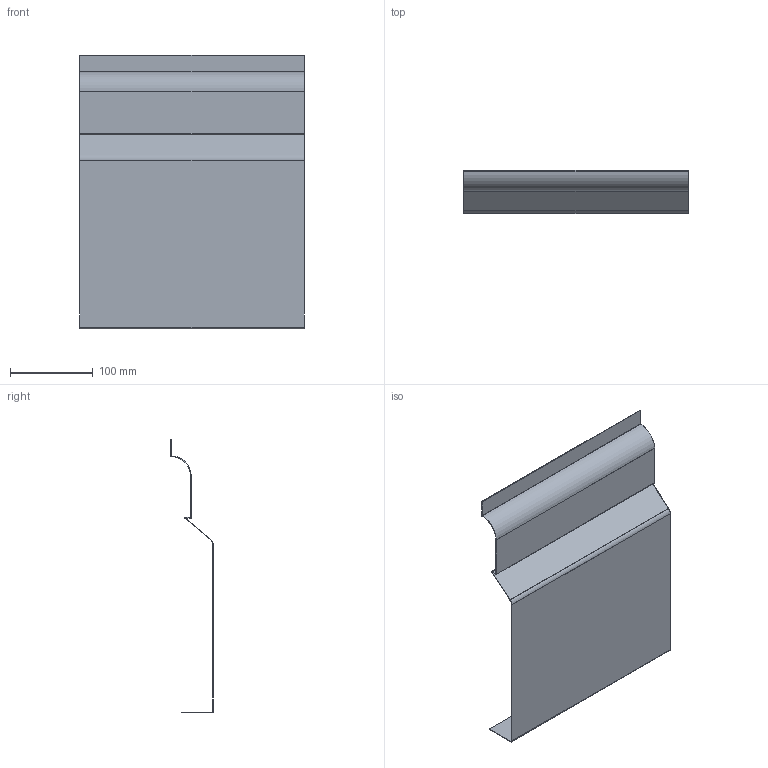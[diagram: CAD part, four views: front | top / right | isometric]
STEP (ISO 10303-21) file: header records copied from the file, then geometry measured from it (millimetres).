
FILE_DESCRIPTION(('produced by SPATIAL CORP'),'2;1');
FILE_NAME( 'part_8.prt.hh.sat.stp','2002-04-19T13:20:35+00:00',('SPATIAL CORP'),('SPATIAL CORP'), 'ACIS STEP Husk','http://www.spatial.com','SPATIAL CORP');
FILE_SCHEMA(('CONFIG_CONTROL_DESIGN'));
Length unit declared in the file: millimetre
Products named in the file (1): PRODUCT_ID_1
Bounding box: 270.86 x 51.56 x 330.96 mm (x, y, z)
Volume: 83525.3 mm3; surface area: 220256 mm2
Topology: 1 solids, 1 shells, 54 faces, 112 edges, 60 vertices
Faces by surface type: plane 38, cylinder 16
Entity records: 1401 total; most frequent: DIRECTION 228, ORIENTED_EDGE 224, CARTESIAN_POINT 214, EDGE_CURVE 112, VECTOR 80, LINE 80, AXIS2_PLACEMENT_3D 74, VERTEX_POINT 60
